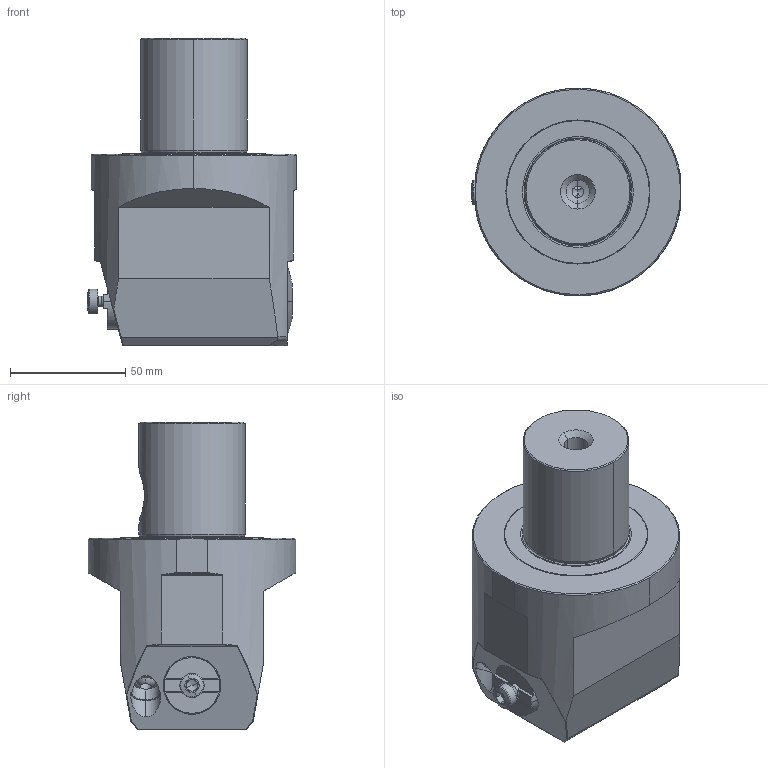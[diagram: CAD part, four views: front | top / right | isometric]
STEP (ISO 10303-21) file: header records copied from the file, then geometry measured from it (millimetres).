
FILE_DESCRIPTION(('no description'),'unknown implementation level');
FILE_NAME('D1F94D4F-69AD-40A0-BEA9-471DFA6719F2_export.stp',' ',('CIMSOURCE GmbH'),('CADClick - KiM GmbH - www.kimweb.de'),'unknown preprocess','ACIS','unknown authorization');
FILE_SCHEMA(('automotive_design'));
Length unit declared in the file: millimetre
Products named in the file (3): 310.705|310.705.STEP|310.732 Kaiser Werkzeugk_rper EWB 100 X CK7.STEP;NONE; 310.705|310.705.STEP|310.685 Kaiser Zustelleinheit EWB 100-153.STEP|690.140 Kaiser ETL M6_SW5 X 12.STEP;NONE; 310.705|310.705.STEP|310.685 Kaiser Zustelleinheit EWB 100-153.STEP|310.686 Kaiser Werkzeugtr_ger zu EWB 100-153.STEP;NONE
Bounding box: 90.66 x 90 x 133.2 mm (x, y, z)
Volume: 493586 mm3; surface area: 57301.9 mm2
Topology: 3 solids, 4 shells, 245 faces, 570 edges, 341 vertices
Faces by surface type: cylinder 76, plane 68, cone 54, bspline 21, torus 18, sphere 8
Entity records: 22080 total; most frequent: CARTESIAN_POINT 10123, STYLED_ITEM 1153, PRESENTATION_STYLE_ASSIGNMENT 1153, COLOUR_RGB 1153, DIRECTION 1130, ORIENTED_EDGE 1128, EDGE_CURVE 564, CURVE_STYLE 564
